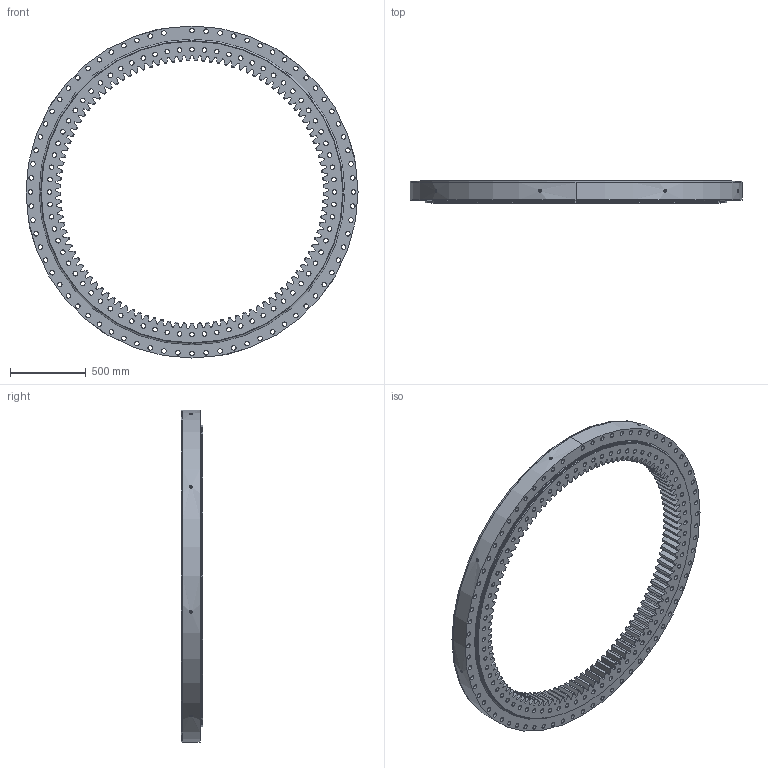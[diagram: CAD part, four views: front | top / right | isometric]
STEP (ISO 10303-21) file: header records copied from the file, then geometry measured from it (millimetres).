
FILE_DESCRIPTION (( 'STEP AP203' ), '1' );
FILE_NAME ('07-1997-04.STEP', '2017-12-27T12:24:09', ( 'defontaine' ), ( 'Hewlett-Packard Company' ), 'SwSTEP 2.0', 'SolidWorks 2016', '' );
FILE_SCHEMA (( 'CONFIG_CONTROL_DESIGN' ));
Products named in the file (1): 07-1997-04
Bounding box: 2190 x 144 x 2190 mm (x, y, z)
Volume: 140136552.2 mm3; surface area: 8932765.5 mm2
Topology: 5 solids, 5 shells, 1063 faces, 3113 edges, 2066 vertices
Faces by surface type: cylinder 557, plane 242, cone 235, torus 29
Entity records: 38253 total; most frequent: CARTESIAN_POINT 8959, ORIENTED_EDGE 6226, DIRECTION 6126, EDGE_CURVE 3113, AXIS2_PLACEMENT_3D 2449, VERTEX_POINT 2066, CIRCLE 1385, EDGE_LOOP 1379
